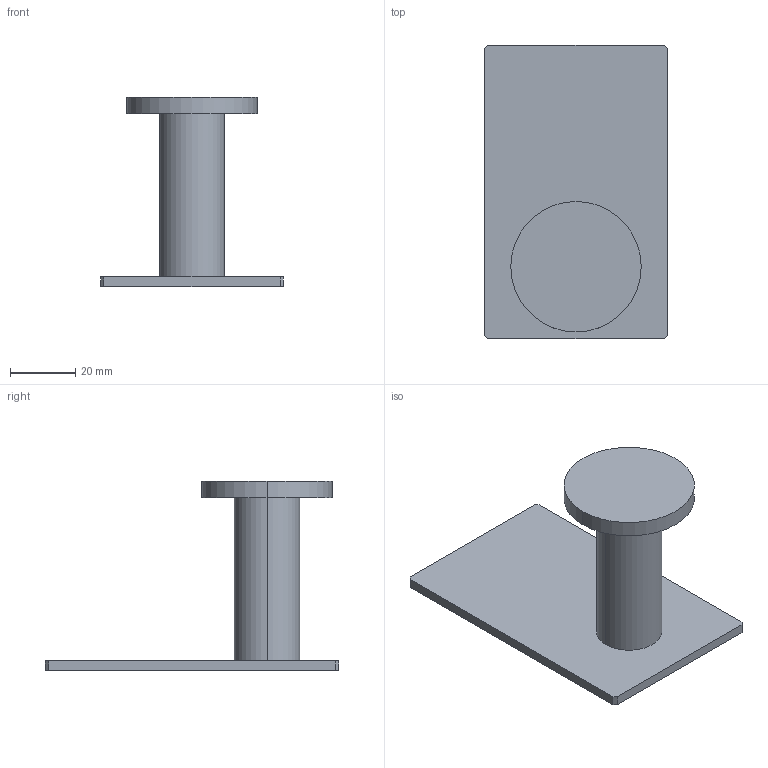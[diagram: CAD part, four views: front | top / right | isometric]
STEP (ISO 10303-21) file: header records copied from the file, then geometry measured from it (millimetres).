
FILE_DESCRIPTION((''),'2;1');
FILE_NAME('2540-1650','2021-10-28T15:33:21',('jinson.thomas'),(''),'CREO PARAMETRIC BY PTC INC, 2018400','CREO PARAMETRIC BY PTC INC, 2018400','');
FILE_SCHEMA(('CONFIG_CONTROL_DESIGN'));
Length unit declared in the file: inch
Products named in the file (1): 2540-1650
Bounding box: 56 x 90 x 58 mm (x, y, z)
Volume: 29532.5 mm3; surface area: 20550.3 mm2
Topology: 1 solids, 2 shells, 125 faces, 324 edges, 209 vertices
Faces by surface type: cylinder 66, bspline 33, plane 22, cone 4
Entity records: 12041 total; most frequent: CARTESIAN_POINT 9333, ORIENTED_EDGE 644, DIRECTION 387, EDGE_CURVE 322, VERTEX_POINT 209, B_SPLINE_CURVE_WITH_KNOTS 160, EDGE_LOOP 135, AXIS2_PLACEMENT_3D 133
